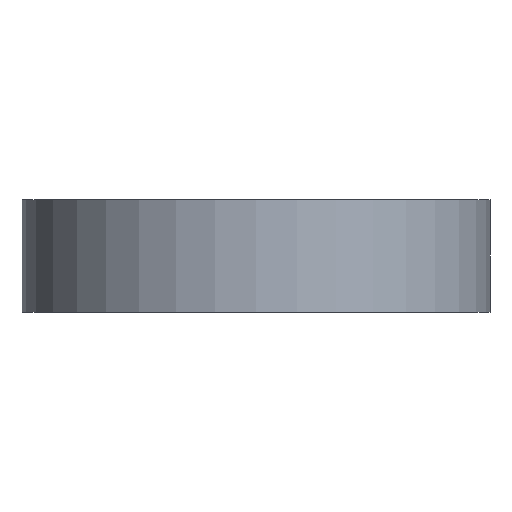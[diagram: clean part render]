
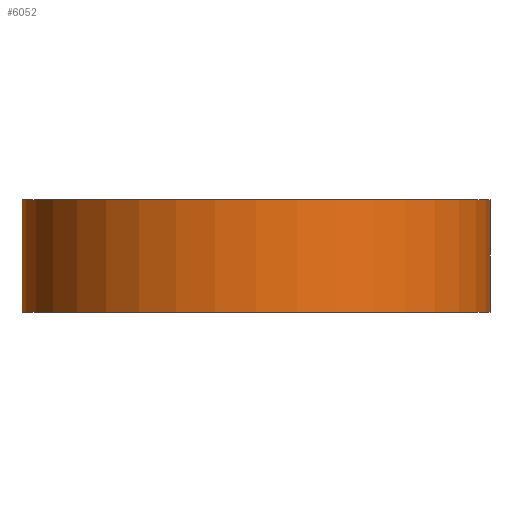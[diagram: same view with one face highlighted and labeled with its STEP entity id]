
A CAD part, front view. The second image highlights one B-rep face of the part: STEP entity #6052.
In plain terms, the highlighted cylindrical face has radius 62.5 mm (diameter 125 mm), a partial arc.
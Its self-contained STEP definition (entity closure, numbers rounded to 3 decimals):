
#181 = FACE_OUTER_BOUND ( 'NONE', #888, .T. ) ;
#418 = CIRCLE ( 'NONE', #4338, 62.5 ) ;
#476 = LINE ( 'NONE', #3778, #5221 ) ;
#775 = VERTEX_POINT ( 'NONE', #2343 ) ;
#888 = EDGE_LOOP ( 'NONE', ( #4817, #3895, #2300, #4416 ) ) ;
#1148 = LINE ( 'NONE', #1600, #4809 ) ;
#1175 = EDGE_CURVE ( 'NONE', #1704, #3339, #2649, .T. ) ;
#1212 = CARTESIAN_POINT ( 'NONE',  ( -62.5, 0., -30. ) ) ;
#1245 = DIRECTION ( 'NONE',  ( 0., 0., -1. ) ) ;
#1312 = DIRECTION ( 'NONE',  ( 0., 0., 1. ) ) ;
#1600 = CARTESIAN_POINT ( 'NONE',  ( 62.5, 0., -30. ) ) ;
#1604 = AXIS2_PLACEMENT_3D ( 'NONE', #2224, #3239, #1662 ) ;
#1648 = AXIS2_PLACEMENT_3D ( 'NONE', #4188, #1245, #1726 ) ;
#1657 = EDGE_CURVE ( 'NONE', #1704, #775, #1148, .T. ) ;
#1662 = DIRECTION ( 'NONE',  ( 1., 0., 0. ) ) ;
#1704 = VERTEX_POINT ( 'NONE', #4713 ) ;
#1726 = DIRECTION ( 'NONE',  ( -1., 0., 0. ) ) ;
#2097 = DIRECTION ( 'NONE',  ( 0., 0., 1. ) ) ;
#2224 = CARTESIAN_POINT ( 'NONE',  ( 0., 0., -30. ) ) ;
#2300 = ORIENTED_EDGE ( 'NONE', *, *, #1657, .T. ) ;
#2343 = CARTESIAN_POINT ( 'NONE',  ( 62.5, 0., 0. ) ) ;
#2649 = CIRCLE ( 'NONE', #1648, 62.5 ) ;
#2654 = VERTEX_POINT ( 'NONE', #6193 ) ;
#2755 = CYLINDRICAL_SURFACE ( 'NONE', #1604, 62.5 ) ;
#3239 = DIRECTION ( 'NONE',  ( 0., 0., 1. ) ) ;
#3339 = VERTEX_POINT ( 'NONE', #1212 ) ;
#3468 = DIRECTION ( 'NONE',  ( 0., 0., -1. ) ) ;
#3490 = DIRECTION ( 'NONE',  ( -1., 0., 0. ) ) ;
#3778 = CARTESIAN_POINT ( 'NONE',  ( -62.5, 0., -30. ) ) ;
#3895 = ORIENTED_EDGE ( 'NONE', *, *, #1175, .F. ) ;
#4188 = CARTESIAN_POINT ( 'NONE',  ( 0., 0., -30. ) ) ;
#4338 = AXIS2_PLACEMENT_3D ( 'NONE', #5433, #3468, #3490 ) ;
#4416 = ORIENTED_EDGE ( 'NONE', *, *, #5086, .T. ) ;
#4713 = CARTESIAN_POINT ( 'NONE',  ( 62.5, 0., -30. ) ) ;
#4809 = VECTOR ( 'NONE', #2097, 1000. ) ;
#4817 = ORIENTED_EDGE ( 'NONE', *, *, #6386, .F. ) ;
#5086 = EDGE_CURVE ( 'NONE', #775, #2654, #418, .T. ) ;
#5221 = VECTOR ( 'NONE', #1312, 1000. ) ;
#5433 = CARTESIAN_POINT ( 'NONE',  ( 0., 0., 0. ) ) ;
#6052 = ADVANCED_FACE ( 'NONE', ( #181 ), #2755, .T. ) ;
#6193 = CARTESIAN_POINT ( 'NONE',  ( -62.5, 0., 0. ) ) ;
#6386 = EDGE_CURVE ( 'NONE', #3339, #2654, #476, .T. ) ;
